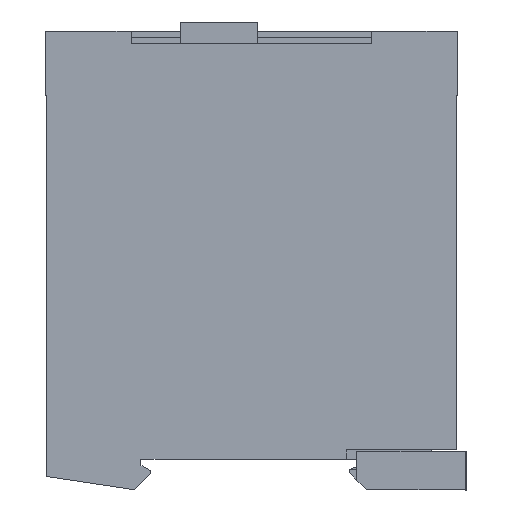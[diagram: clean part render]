
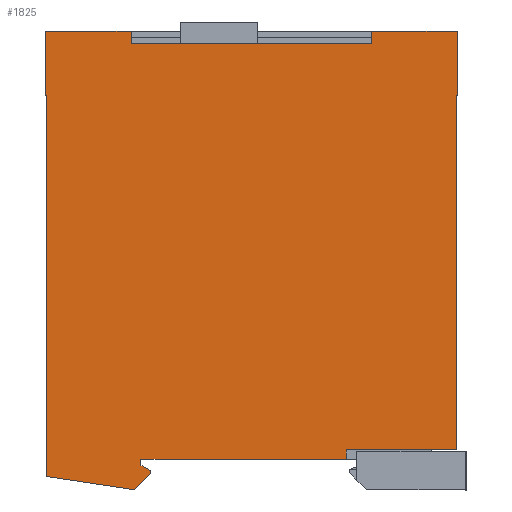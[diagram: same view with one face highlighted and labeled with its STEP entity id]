
A CAD part, left-side view. The second image highlights one B-rep face of the part: STEP entity #1825.
In plain terms, the highlighted planar face has unit normal (-1, 0, 0).
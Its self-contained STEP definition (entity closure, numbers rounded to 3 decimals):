
#1778=AXIS2_PLACEMENT_3D('Plane Axis2P3D',#1775,#1776,#1777) ;
#302=CARTESIAN_POINT('Vertex',(0.,68.292,74.4)) ;
#305=CARTESIAN_POINT('Line Origine',(0.,61.346,74.4)) ;
#309=CARTESIAN_POINT('Vertex',(0.,54.401,74.4)) ;
#330=CARTESIAN_POINT('Vertex',(0.,15.401,74.4)) ;
#333=CARTESIAN_POINT('Line Origine',(0.,8.455,74.4)) ;
#337=CARTESIAN_POINT('Vertex',(0.,1.51,74.4)) ;
#1033=CARTESIAN_POINT('Line Origine',(0.,1.51,69.2)) ;
#1037=CARTESIAN_POINT('Vertex',(0.,1.51,64.)) ;
#1064=CARTESIAN_POINT('Line Origine',(0.,1.555,64.)) ;
#1068=CARTESIAN_POINT('Vertex',(0.,1.6,64.)) ;
#1097=CARTESIAN_POINT('Line Origine',(0.,1.6,35.25)) ;
#1101=CARTESIAN_POINT('Vertex',(0.,1.6,6.5)) ;
#1276=CARTESIAN_POINT('Line Origine',(0.,10.55,6.5)) ;
#1280=CARTESIAN_POINT('Vertex',(0.,19.5,6.5)) ;
#1445=CARTESIAN_POINT('Vertex',(0.,19.5,5.)) ;
#1448=CARTESIAN_POINT('Line Origine',(0.,36.15,5.)) ;
#1452=CARTESIAN_POINT('Vertex',(0.,52.8,5.)) ;
#1480=CARTESIAN_POINT('Line Origine',(0.,52.8,4.5)) ;
#1484=CARTESIAN_POINT('Vertex',(0.,52.8,4.)) ;
#1504=CARTESIAN_POINT('Line Origine',(0.,52.05,3.567)) ;
#1508=CARTESIAN_POINT('Vertex',(0.,51.3,3.134)) ;
#1528=CARTESIAN_POINT('Line Origine',(0.,51.3,2.884)) ;
#1532=CARTESIAN_POINT('Vertex',(0.,51.3,2.634)) ;
#1552=CARTESIAN_POINT('Line Origine',(0.,52.6,1.334)) ;
#1556=CARTESIAN_POINT('Vertex',(0.,53.9,0.034)) ;
#1576=CARTESIAN_POINT('Line Origine',(0.,61.05,1.117)) ;
#1580=CARTESIAN_POINT('Vertex',(0.,68.2,2.2)) ;
#1604=CARTESIAN_POINT('Vertex',(0.,68.2,64.)) ;
#1621=CARTESIAN_POINT('Line Origine',(0.,68.2,33.1)) ;
#1737=CARTESIAN_POINT('Line Origine',(0.,68.246,64.)) ;
#1741=CARTESIAN_POINT('Vertex',(0.,68.292,64.)) ;
#1763=CARTESIAN_POINT('Line Origine',(0.,68.292,69.2)) ;
#1775=CARTESIAN_POINT('Axis2P3D Location',(0.,34.9,71.)) ;
#1780=CARTESIAN_POINT('Line Origine',(0.,34.901,72.4)) ;
#1784=CARTESIAN_POINT('Vertex',(0.,15.401,72.4)) ;
#1786=CARTESIAN_POINT('Vertex',(0.,54.401,72.4)) ;
#1789=CARTESIAN_POINT('Line Origine',(0.,54.401,73.4)) ;
#1794=CARTESIAN_POINT('Line Origine',(0.,19.5,5.75)) ;
#1799=CARTESIAN_POINT('Line Origine',(0.,15.401,73.4)) ;
#306=DIRECTION('Vector Direction',(0.,1.,0.)) ;
#334=DIRECTION('Vector Direction',(0.,1.,0.)) ;
#1034=DIRECTION('Vector Direction',(0.,0.,-1.)) ;
#1065=DIRECTION('Vector Direction',(0.,1.,0.)) ;
#1098=DIRECTION('Vector Direction',(0.,0.,1.)) ;
#1277=DIRECTION('Vector Direction',(0.,-1.,0.)) ;
#1449=DIRECTION('Vector Direction',(0.,1.,0.)) ;
#1481=DIRECTION('Vector Direction',(0.,0.,1.)) ;
#1505=DIRECTION('Vector Direction',(0.,0.866,0.5)) ;
#1529=DIRECTION('Vector Direction',(0.,0.,1.)) ;
#1553=DIRECTION('Vector Direction',(0.,-0.707,0.707)) ;
#1577=DIRECTION('Vector Direction',(0.,0.989,0.15)) ;
#1622=DIRECTION('Vector Direction',(0.,0.,1.)) ;
#1738=DIRECTION('Vector Direction',(0.,1.,0.)) ;
#1764=DIRECTION('Vector Direction',(0.,0.,1.)) ;
#1776=DIRECTION('Axis2P3D Direction',(-1.,0.,0.)) ;
#1777=DIRECTION('Axis2P3D XDirection',(0.,-1.,0.)) ;
#1781=DIRECTION('Vector Direction',(0.,-1.,0.)) ;
#1790=DIRECTION('Vector Direction',(0.,0.,-1.)) ;
#1795=DIRECTION('Vector Direction',(0.,0.,-1.)) ;
#1800=DIRECTION('Vector Direction',(0.,0.,1.)) ;
#307=VECTOR('Line Direction',#306,1.) ;
#335=VECTOR('Line Direction',#334,1.) ;
#1035=VECTOR('Line Direction',#1034,1.) ;
#1066=VECTOR('Line Direction',#1065,1.) ;
#1099=VECTOR('Line Direction',#1098,1.) ;
#1278=VECTOR('Line Direction',#1277,1.) ;
#1450=VECTOR('Line Direction',#1449,1.) ;
#1482=VECTOR('Line Direction',#1481,1.) ;
#1506=VECTOR('Line Direction',#1505,1.) ;
#1530=VECTOR('Line Direction',#1529,1.) ;
#1554=VECTOR('Line Direction',#1553,1.) ;
#1578=VECTOR('Line Direction',#1577,1.) ;
#1623=VECTOR('Line Direction',#1622,1.) ;
#1739=VECTOR('Line Direction',#1738,1.) ;
#1765=VECTOR('Line Direction',#1764,1.) ;
#1782=VECTOR('Line Direction',#1781,1.) ;
#1791=VECTOR('Line Direction',#1790,1.) ;
#1796=VECTOR('Line Direction',#1795,1.) ;
#1801=VECTOR('Line Direction',#1800,1.) ;
#1805=ORIENTED_EDGE('',*,*,#1788,.T.) ;
#1806=ORIENTED_EDGE('',*,*,#1793,.F.) ;
#1807=ORIENTED_EDGE('',*,*,#311,.T.) ;
#1808=ORIENTED_EDGE('',*,*,#1767,.F.) ;
#1809=ORIENTED_EDGE('',*,*,#1743,.F.) ;
#1810=ORIENTED_EDGE('',*,*,#1625,.T.) ;
#1811=ORIENTED_EDGE('',*,*,#1582,.T.) ;
#1812=ORIENTED_EDGE('',*,*,#1558,.T.) ;
#1813=ORIENTED_EDGE('',*,*,#1534,.T.) ;
#1814=ORIENTED_EDGE('',*,*,#1510,.T.) ;
#1815=ORIENTED_EDGE('',*,*,#1486,.T.) ;
#1816=ORIENTED_EDGE('',*,*,#1454,.T.) ;
#1817=ORIENTED_EDGE('',*,*,#1798,.F.) ;
#1818=ORIENTED_EDGE('',*,*,#1282,.T.) ;
#1819=ORIENTED_EDGE('',*,*,#1103,.T.) ;
#1820=ORIENTED_EDGE('',*,*,#1070,.F.) ;
#1821=ORIENTED_EDGE('',*,*,#1039,.F.) ;
#1822=ORIENTED_EDGE('',*,*,#339,.F.) ;
#1823=ORIENTED_EDGE('',*,*,#1803,.T.) ;
#1825=ADVANCED_FACE('GEHAEUSE',(#1824),#1779,.T.) ;
#311=EDGE_CURVE('',#310,#303,#308,.T.) ;
#339=EDGE_CURVE('',#331,#338,#336,.F.) ;
#1039=EDGE_CURVE('',#338,#1038,#1036,.T.) ;
#1070=EDGE_CURVE('',#1038,#1069,#1067,.T.) ;
#1103=EDGE_CURVE('',#1102,#1069,#1100,.T.) ;
#1282=EDGE_CURVE('',#1281,#1102,#1279,.T.) ;
#1454=EDGE_CURVE('',#1453,#1446,#1451,.F.) ;
#1486=EDGE_CURVE('',#1485,#1453,#1483,.T.) ;
#1510=EDGE_CURVE('',#1509,#1485,#1507,.T.) ;
#1534=EDGE_CURVE('',#1533,#1509,#1531,.T.) ;
#1558=EDGE_CURVE('',#1557,#1533,#1555,.T.) ;
#1582=EDGE_CURVE('',#1581,#1557,#1579,.F.) ;
#1625=EDGE_CURVE('',#1605,#1581,#1624,.F.) ;
#1743=EDGE_CURVE('',#1605,#1742,#1740,.T.) ;
#1767=EDGE_CURVE('',#1742,#303,#1766,.T.) ;
#1788=EDGE_CURVE('',#1785,#1787,#1783,.F.) ;
#1793=EDGE_CURVE('',#310,#1787,#1792,.T.) ;
#1798=EDGE_CURVE('',#1281,#1446,#1797,.T.) ;
#1803=EDGE_CURVE('',#331,#1785,#1802,.F.) ;
#1804=EDGE_LOOP('',(#1805,#1806,#1807,#1808,#1809,#1810,#1811,#1812,#1813,#1814,#1815,#1816,#1817,#1818,#1819,#1820,#1821,#1822,#1823)) ;
#1824=FACE_OUTER_BOUND('',#1804,.T.) ;
#308=LINE('Line',#305,#307) ;
#336=LINE('Line',#333,#335) ;
#1036=LINE('Line',#1033,#1035) ;
#1067=LINE('Line',#1064,#1066) ;
#1100=LINE('Line',#1097,#1099) ;
#1279=LINE('Line',#1276,#1278) ;
#1451=LINE('Line',#1448,#1450) ;
#1483=LINE('Line',#1480,#1482) ;
#1507=LINE('Line',#1504,#1506) ;
#1531=LINE('Line',#1528,#1530) ;
#1555=LINE('Line',#1552,#1554) ;
#1579=LINE('Line',#1576,#1578) ;
#1624=LINE('Line',#1621,#1623) ;
#1740=LINE('Line',#1737,#1739) ;
#1766=LINE('Line',#1763,#1765) ;
#1783=LINE('Line',#1780,#1782) ;
#1792=LINE('Line',#1789,#1791) ;
#1797=LINE('Line',#1794,#1796) ;
#1802=LINE('Line',#1799,#1801) ;
#1779=PLANE('',#1778) ;
#303=VERTEX_POINT('',#302) ;
#310=VERTEX_POINT('',#309) ;
#331=VERTEX_POINT('',#330) ;
#338=VERTEX_POINT('',#337) ;
#1038=VERTEX_POINT('',#1037) ;
#1069=VERTEX_POINT('',#1068) ;
#1102=VERTEX_POINT('',#1101) ;
#1281=VERTEX_POINT('',#1280) ;
#1446=VERTEX_POINT('',#1445) ;
#1453=VERTEX_POINT('',#1452) ;
#1485=VERTEX_POINT('',#1484) ;
#1509=VERTEX_POINT('',#1508) ;
#1533=VERTEX_POINT('',#1532) ;
#1557=VERTEX_POINT('',#1556) ;
#1581=VERTEX_POINT('',#1580) ;
#1605=VERTEX_POINT('',#1604) ;
#1742=VERTEX_POINT('',#1741) ;
#1785=VERTEX_POINT('',#1784) ;
#1787=VERTEX_POINT('',#1786) ;
